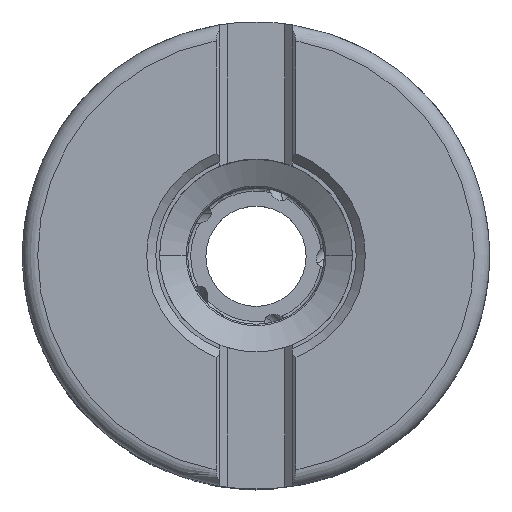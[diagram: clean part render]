
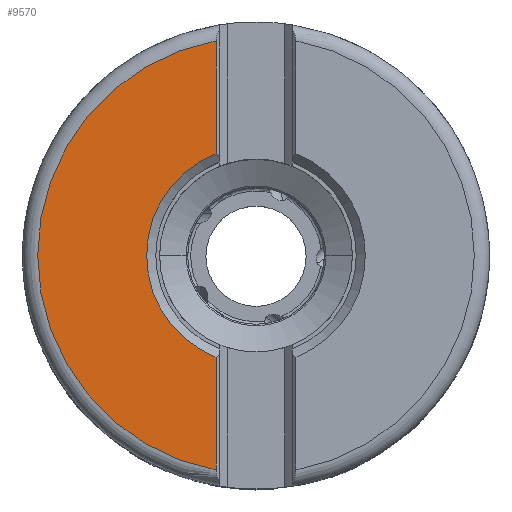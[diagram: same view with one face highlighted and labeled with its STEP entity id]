
A CAD part, top view. The second image highlights one B-rep face of the part: STEP entity #9570.
In plain terms, the highlighted planar face has unit normal (0, 0, 1).
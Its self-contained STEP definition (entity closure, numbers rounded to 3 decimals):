
#2540=PLANE('',#50127);
#4769=LINE('',#110671,#7205);
#4770=LINE('',#110673,#7206);
#7205=VECTOR('',#60015,1.);
#7206=VECTOR('',#60018,1.);
#9570=ADVANCED_FACE('',(#12362),#2540,.T.);
#12362=FACE_OUTER_BOUND('',#14937,.T.);
#14937=EDGE_LOOP('',(#28175,#28176,#28177,#28178));
#16835=CIRCLE('',#50119,14.4);
#16836=CIRCLE('',#50124,28.75);
#28175=ORIENTED_EDGE('',*,*,#42075,.F.);
#28176=ORIENTED_EDGE('',*,*,#42085,.T.);
#28177=ORIENTED_EDGE('',*,*,#42083,.F.);
#28178=ORIENTED_EDGE('',*,*,#42086,.T.);
#35544=VERTEX_POINT('',#110583);
#35545=VERTEX_POINT('',#110585);
#35548=VERTEX_POINT('',#110644);
#35549=VERTEX_POINT('',#110646);
#42075=EDGE_CURVE('',#35544,#35545,#16835,.T.);
#42083=EDGE_CURVE('',#35548,#35549,#16836,.T.);
#42085=EDGE_CURVE('',#35544,#35549,#4769,.T.);
#42086=EDGE_CURVE('',#35548,#35545,#4770,.T.);
#50119=AXIS2_PLACEMENT_3D('',#110584,#59998,#59999);
#50124=AXIS2_PLACEMENT_3D('',#110645,#60011,#60012);
#50127=AXIS2_PLACEMENT_3D('',#110674,#60019,#60020);
#59998=DIRECTION('',(0.,0.,1.));
#59999=DIRECTION('',(-0.365,0.931,0.));
#60011=DIRECTION('',(0.,0.,-1.));
#60012=DIRECTION('',(-0.183,-0.983,0.));
#60015=DIRECTION('',(0.,1.,0.));
#60018=DIRECTION('',(0.,1.,0.));
#60019=DIRECTION('',(0.,0.,1.));
#60020=DIRECTION('',(0.,-1.,0.));
#110583=CARTESIAN_POINT('',(-5.262,13.404,0.));
#110584=CARTESIAN_POINT('',(0.,0.,0.));
#110585=CARTESIAN_POINT('',(-5.263,-13.404,0.));
#110644=CARTESIAN_POINT('',(-5.263,-28.264,0.));
#110645=CARTESIAN_POINT('',(0.,0.,0.));
#110646=CARTESIAN_POINT('',(-5.262,28.264,0.));
#110671=CARTESIAN_POINT('',(-5.262,13.404,0.));
#110673=CARTESIAN_POINT('',(-5.263,-28.264,0.));
#110674=CARTESIAN_POINT('',(-17.006,0.,0.));
